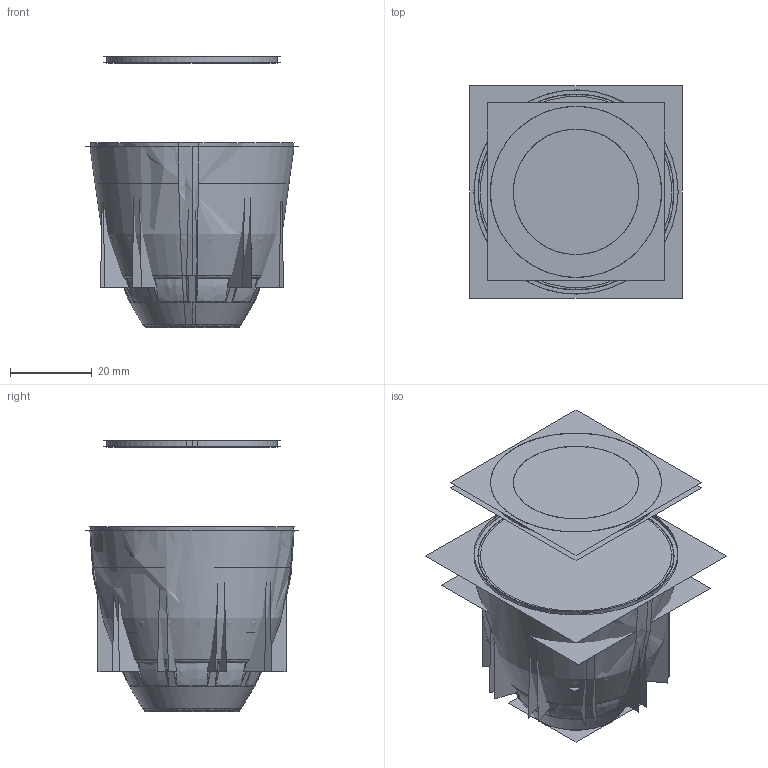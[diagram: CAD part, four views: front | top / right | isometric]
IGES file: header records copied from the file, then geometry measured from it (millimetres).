
Start section:  PTC IGES file: 199776.igs
Global section: file name: 199776.igs; native system: Creo Parametric by PTC Inc.; preprocessor: 2016260; author: PDMAdmin; organization: Unknown; date: 20170621.114708; units: millimetre
Bounding box: 52.01 x 52.01 x 66.51 mm (x, y, z)
Volume: 17207.5 mm3; surface area: 152012.5 mm2
Topology: 2 solids, 2 shells, 272 faces, 1520 edges, 1944 vertices
Faces by surface type: revolution 156, bspline 116
